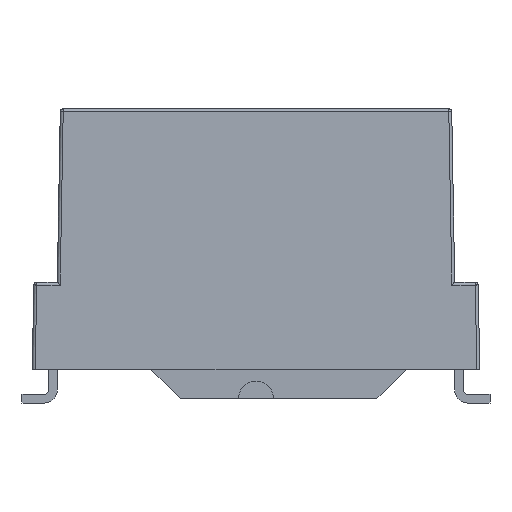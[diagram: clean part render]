
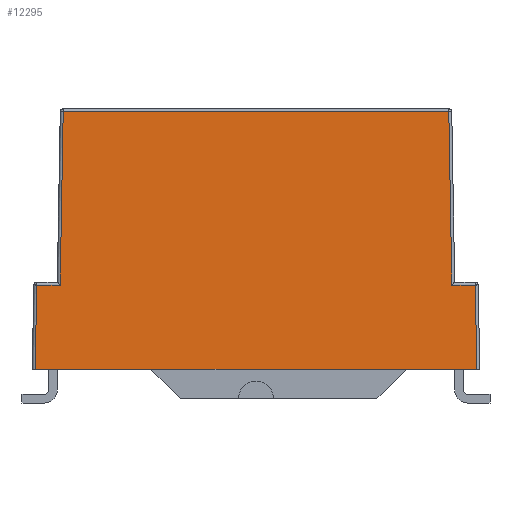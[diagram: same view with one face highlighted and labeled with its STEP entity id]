
A CAD part, front view. The second image highlights one B-rep face of the part: STEP entity #12295.
In plain terms, the highlighted planar face has unit normal (0, -1, 0.018).
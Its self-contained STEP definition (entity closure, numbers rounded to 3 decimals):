
#864=ORIENTED_EDGE('',*,*,#3478,.T.);
#865=ORIENTED_EDGE('',*,*,#3479,.T.);
#866=ORIENTED_EDGE('',*,*,#3219,.F.);
#867=ORIENTED_EDGE('',*,*,#3470,.F.);
#868=ORIENTED_EDGE('',*,*,#3273,.F.);
#869=ORIENTED_EDGE('',*,*,#3480,.T.);
#870=ORIENTED_EDGE('',*,*,#3481,.T.);
#871=ORIENTED_EDGE('',*,*,#3482,.T.);
#872=ORIENTED_EDGE('',*,*,#3483,.T.);
#873=ORIENTED_EDGE('',*,*,#3484,.T.);
#3219=EDGE_CURVE('',#4527,#4528,#5396,.T.);
#3273=EDGE_CURVE('',#4581,#4582,#5447,.T.);
#3470=EDGE_CURVE('',#4582,#4527,#5530,.T.);
#3478=EDGE_CURVE('',#4782,#4783,#5538,.T.);
#3479=EDGE_CURVE('',#4783,#4528,#5539,.T.);
#3480=EDGE_CURVE('',#4581,#4784,#5540,.F.);
#3481=EDGE_CURVE('',#4784,#4785,#5541,.F.);
#3482=EDGE_CURVE('',#4785,#4786,#5542,.F.);
#3483=EDGE_CURVE('',#4786,#4787,#5543,.T.);
#3484=EDGE_CURVE('',#4787,#4782,#5544,.T.);
#4527=VERTEX_POINT('',#15795);
#4528=VERTEX_POINT('',#15797);
#4581=VERTEX_POINT('',#15904);
#4582=VERTEX_POINT('',#15906);
#4782=VERTEX_POINT('',#16971);
#4783=VERTEX_POINT('',#16972);
#4784=VERTEX_POINT('',#16975);
#4785=VERTEX_POINT('',#16977);
#4786=VERTEX_POINT('',#16979);
#4787=VERTEX_POINT('',#16981);
#5396=LINE('',#15796,#6304);
#5447=LINE('',#15905,#6355);
#5530=LINE('',#16955,#6438);
#5538=LINE('',#16970,#6446);
#5539=LINE('',#16973,#6447);
#5540=LINE('',#16974,#6448);
#5541=LINE('',#16976,#6449);
#5542=LINE('',#16978,#6450);
#5543=LINE('',#16980,#6451);
#5544=LINE('',#16982,#6452);
#6304=VECTOR('',#13522,1000.);
#6355=VECTOR('',#13581,1000.);
#6438=VECTOR('',#13716,1000.);
#6446=VECTOR('',#13730,1000.);
#6447=VECTOR('',#13731,1000.);
#6448=VECTOR('',#13732,1000.);
#6449=VECTOR('',#13733,1000.);
#6450=VECTOR('',#13734,1000.);
#6451=VECTOR('',#13735,1000.);
#6452=VECTOR('',#13736,1000.);
#7211=EDGE_LOOP('',(#864,#865,#866,#867,#868,#869,#870,#871,#872,#873));
#7795=FACE_BOUND('',#7211,.T.);
#8331=PLANE('',#12840);
#12295=ADVANCED_FACE('',(#7795),#8331,.T.);
#12840=AXIS2_PLACEMENT_3D('',#16969,#13728,#13729);
#13522=DIRECTION('',(-1.,0.,0.));
#13581=DIRECTION('',(-1.,0.,0.));
#13716=DIRECTION('',(-1.,0.,0.));
#13728=DIRECTION('',(0.,-1.,0.017));
#13729=DIRECTION('',(0.,-0.017,-1.));
#13730=DIRECTION('',(-1.,0.,0.));
#13731=DIRECTION('',(-0.017,-0.017,-1.));
#13732=DIRECTION('',(0.017,-0.017,-1.));
#13733=DIRECTION('',(1.,0.,0.));
#13734=DIRECTION('',(0.017,-0.017,-1.));
#13735=DIRECTION('',(-1.,0.,0.));
#13736=DIRECTION('',(-0.017,-0.017,-1.));
#15795=CARTESIAN_POINT('',(-3.58,-9.16,0.));
#15796=CARTESIAN_POINT('',(0.,-9.16,0.));
#15797=CARTESIAN_POINT('',(-7.52,-9.16,0.));
#15904=CARTESIAN_POINT('',(7.52,-9.16,0.));
#15905=CARTESIAN_POINT('',(0.,-9.16,0.));
#15906=CARTESIAN_POINT('',(5.12,-9.16,0.));
#16955=CARTESIAN_POINT('',(5.12,-9.16,0.));
#16969=CARTESIAN_POINT('',(0.,-9.16,0.));
#16970=CARTESIAN_POINT('',(0.,-9.11,2.872));
#16971=CARTESIAN_POINT('',(-6.67,-9.11,2.872));
#16972=CARTESIAN_POINT('',(-7.47,-9.11,2.872));
#16973=CARTESIAN_POINT('',(-7.518,-9.158,0.131));
#16974=CARTESIAN_POINT('',(7.518,-9.158,0.131));
#16975=CARTESIAN_POINT('',(7.47,-9.11,2.872));
#16976=CARTESIAN_POINT('',(6.768,-9.11,2.872));
#16977=CARTESIAN_POINT('',(6.67,-9.11,2.872));
#16978=CARTESIAN_POINT('',(6.565,-9.005,8.868));
#16979=CARTESIAN_POINT('',(6.567,-9.007,8.772));
#16980=CARTESIAN_POINT('',(-6.665,-9.007,8.772));
#16981=CARTESIAN_POINT('',(-6.567,-9.007,8.772));
#16982=CARTESIAN_POINT('',(-6.718,-9.158,0.117));
